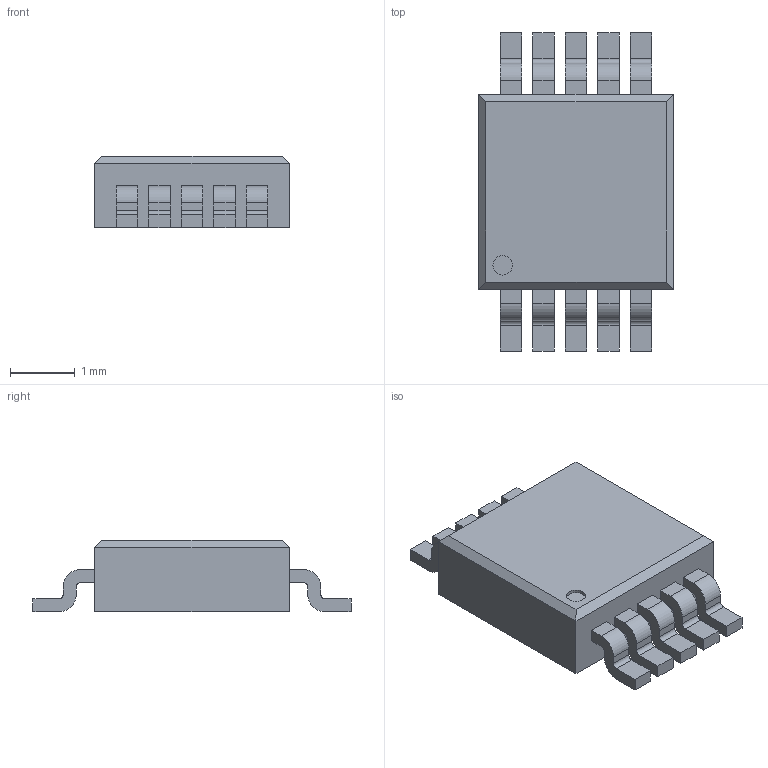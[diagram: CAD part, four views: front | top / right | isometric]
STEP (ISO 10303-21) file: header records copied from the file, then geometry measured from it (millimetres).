
FILE_DESCRIPTION(/* description */ (''),/* implementation_level */ '2;1');
FILE_NAME(/* name */ 'MSOP10.step',/* time_stamp */ '2021-04-19T23:48:03+02:00',/* author */ (''),/* organization */ (''),/* preprocessor_version */ 'ST-DEVELOPER v18.1',/* originating_system */ 'Autodesk Translation Framework v10.6.0.1341',/* authorisation */ '');
FILE_SCHEMA (('AUTOMOTIVE_DESIGN { 1 0 10303 214 3 1 1 }'));
Length unit declared in the file: millimetre
Products named in the file (3): AE-MSOP10(MCP73833); PCB Component; SOP50P490X110-10
Assembly tree (2 placements, depth 3):
  AE-MSOP10(MCP73833)
    PCB Component
      SOP50P490X110-10
Bounding box: 3 x 4.9 x 1.1 mm (x, y, z)
Volume: 10.7 mm3; surface area: 43.8 mm2
Topology: 1 solids, 1 shells, 142 faces, 383 edges, 254 vertices
Faces by surface type: plane 101, cylinder 41
Full cylindrical faces by diameter (mm): 0.3 x1
Entity records: 4680 total; most frequent: CARTESIAN_POINT 784, ORIENTED_EDGE 766, DIRECTION 759, EDGE_CURVE 383, LINE 301, VECTOR 301, VERTEX_POINT 254, AXIS2_PLACEMENT_3D 229
